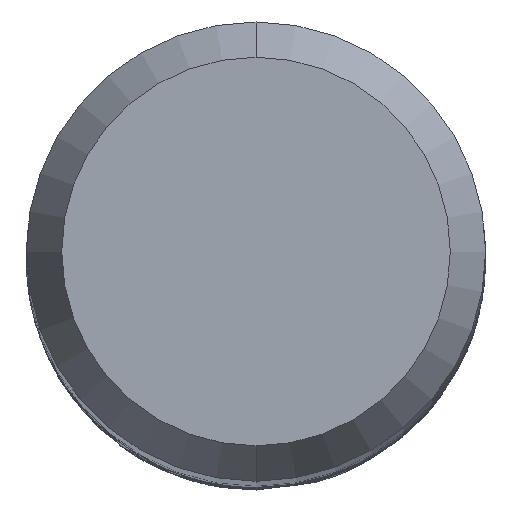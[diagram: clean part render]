
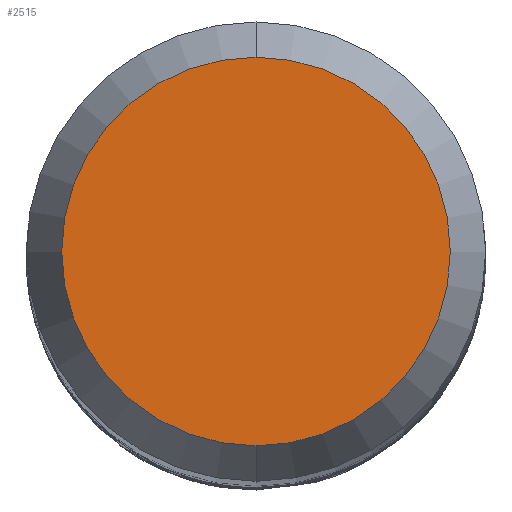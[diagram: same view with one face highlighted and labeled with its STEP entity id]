
A CAD part, top view. The second image highlights one B-rep face of the part: STEP entity #2515.
In plain terms, the highlighted planar face has unit normal (0, 0, 1).
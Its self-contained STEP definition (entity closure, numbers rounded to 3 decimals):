
#2051=VERTEX_POINT('',#4616);
#2515=ADVANCED_FACE('',(#5120),#5121,.T.);
#2539=EDGE_CURVE('',#2051,#3275,#5147,.T.);
#3275=VERTEX_POINT('',#5940);
#3461=EDGE_CURVE('',#3275,#2051,#6144,.T.);
#4616=CARTESIAN_POINT('',(0.,-2.538,0.0));
#5120=FACE_OUTER_BOUND('',#17768,.T.);
#5121=PLANE('',#17769);
#5147=CIRCLE('',#18186,2.538);
#5940=CARTESIAN_POINT('',(0.0,2.538,0.0));
#6144=CIRCLE('',#27834,2.538);
#17768=EDGE_LOOP('',(#32578,#32579));
#17769=AXIS2_PLACEMENT_3D('',#32580,#32581,#32582);
#18186=AXIS2_PLACEMENT_3D('',#32600,#32601,#32602);
#27834=AXIS2_PLACEMENT_3D('',#33559,#33560,#33561);
#32578=ORIENTED_EDGE('',*,*,#3461,.F.);
#32579=ORIENTED_EDGE('',*,*,#2539,.F.);
#32580=CARTESIAN_POINT('',(0.0,1.269,0.0));
#32581=DIRECTION('',(-0.0,0.0,1.0));
#32582=DIRECTION('',(0.0,-1.0,0.0));
#32600=CARTESIAN_POINT('',(0.0,0.0,0.0));
#32601=DIRECTION('',(0.0,0.0,-1.0));
#32602=DIRECTION('',(0.0,1.0,0.0));
#33559=CARTESIAN_POINT('',(0.0,0.0,0.0));
#33560=DIRECTION('',(0.0,0.0,-1.0));
#33561=DIRECTION('',(0.0,1.0,0.0));
